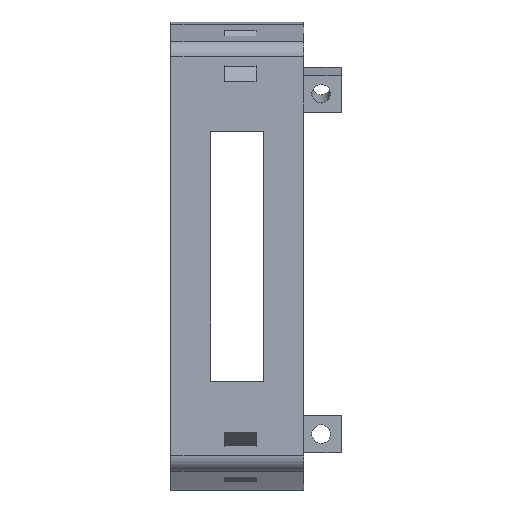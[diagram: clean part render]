
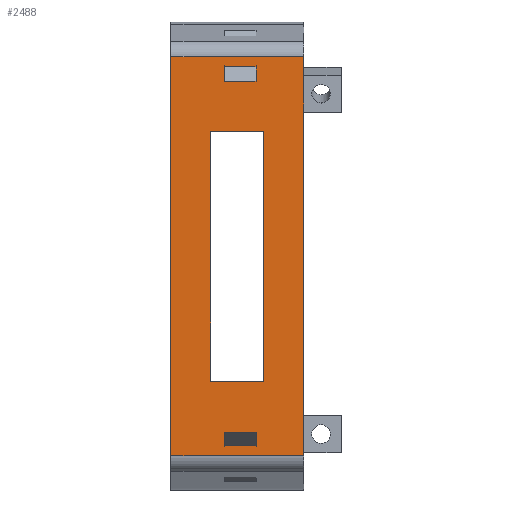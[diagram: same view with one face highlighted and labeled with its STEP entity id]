
A CAD part, left-side view. The second image highlights one B-rep face of the part: STEP entity #2488.
In plain terms, the highlighted planar face has unit normal (-1, 0, 0).
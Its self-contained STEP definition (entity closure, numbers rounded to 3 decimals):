
#83=FACE_BOUND('',#423,.T.);
#84=FACE_BOUND('',#424,.T.);
#85=FACE_BOUND('',#425,.T.);
#275=FACE_OUTER_BOUND('',#422,.T.);
#422=EDGE_LOOP('',(#2034,#2035,#2036,#2037));
#423=EDGE_LOOP('',(#2038,#2039,#2040,#2041));
#424=EDGE_LOOP('',(#2042,#2043,#2044,#2045));
#425=EDGE_LOOP('',(#2046,#2047,#2048,#2049));
#547=LINE('',#3631,#805);
#551=LINE('',#3639,#809);
#554=LINE('',#3645,#812);
#557=LINE('',#3650,#815);
#573=LINE('',#3683,#831);
#576=LINE('',#3689,#834);
#579=LINE('',#3695,#837);
#582=LINE('',#3699,#840);
#612=LINE('',#3767,#870);
#615=LINE('',#3773,#873);
#618=LINE('',#3779,#876);
#621=LINE('',#3783,#879);
#648=LINE('',#3847,#906);
#699=LINE('',#3969,#957);
#700=LINE('',#3972,#958);
#701=LINE('',#3973,#959);
#805=VECTOR('',#3001,10.);
#809=VECTOR('',#3007,10.);
#812=VECTOR('',#3012,10.);
#815=VECTOR('',#3017,10.);
#831=VECTOR('',#3043,10.);
#834=VECTOR('',#3048,10.);
#837=VECTOR('',#3053,10.);
#840=VECTOR('',#3058,10.);
#870=VECTOR('',#3110,10.);
#873=VECTOR('',#3115,10.);
#876=VECTOR('',#3120,10.);
#879=VECTOR('',#3125,10.);
#906=VECTOR('',#3176,10.);
#957=VECTOR('',#3287,10.);
#958=VECTOR('',#3290,10.);
#959=VECTOR('',#3291,10.);
#1070=VERTEX_POINT('',#3629);
#1071=VERTEX_POINT('',#3630);
#1074=VERTEX_POINT('',#3638);
#1076=VERTEX_POINT('',#3644);
#1088=VERTEX_POINT('',#3680);
#1089=VERTEX_POINT('',#3682);
#1091=VERTEX_POINT('',#3688);
#1093=VERTEX_POINT('',#3694);
#1119=VERTEX_POINT('',#3764);
#1120=VERTEX_POINT('',#3766);
#1122=VERTEX_POINT('',#3772);
#1124=VERTEX_POINT('',#3778);
#1148=VERTEX_POINT('',#3844);
#1149=VERTEX_POINT('',#3846);
#1190=VERTEX_POINT('',#3967);
#1191=VERTEX_POINT('',#3971);
#1330=EDGE_CURVE('',#1070,#1071,#547,.T.);
#1334=EDGE_CURVE('',#1071,#1074,#551,.T.);
#1337=EDGE_CURVE('',#1074,#1076,#554,.T.);
#1340=EDGE_CURVE('',#1076,#1070,#557,.T.);
#1356=EDGE_CURVE('',#1089,#1088,#573,.T.);
#1359=EDGE_CURVE('',#1091,#1089,#576,.T.);
#1362=EDGE_CURVE('',#1093,#1091,#579,.T.);
#1365=EDGE_CURVE('',#1088,#1093,#582,.T.);
#1398=EDGE_CURVE('',#1120,#1119,#612,.T.);
#1401=EDGE_CURVE('',#1122,#1120,#615,.T.);
#1404=EDGE_CURVE('',#1124,#1122,#618,.T.);
#1407=EDGE_CURVE('',#1119,#1124,#621,.T.);
#1438=EDGE_CURVE('',#1148,#1149,#648,.T.);
#1503=EDGE_CURVE('',#1190,#1148,#699,.T.);
#1504=EDGE_CURVE('',#1191,#1190,#700,.T.);
#1505=EDGE_CURVE('',#1149,#1191,#701,.T.);
#2034=ORIENTED_EDGE('',*,*,#1503,.F.);
#2035=ORIENTED_EDGE('',*,*,#1504,.F.);
#2036=ORIENTED_EDGE('',*,*,#1505,.F.);
#2037=ORIENTED_EDGE('',*,*,#1438,.F.);
#2038=ORIENTED_EDGE('',*,*,#1337,.T.);
#2039=ORIENTED_EDGE('',*,*,#1340,.T.);
#2040=ORIENTED_EDGE('',*,*,#1330,.T.);
#2041=ORIENTED_EDGE('',*,*,#1334,.T.);
#2042=ORIENTED_EDGE('',*,*,#1362,.T.);
#2043=ORIENTED_EDGE('',*,*,#1359,.T.);
#2044=ORIENTED_EDGE('',*,*,#1356,.T.);
#2045=ORIENTED_EDGE('',*,*,#1365,.T.);
#2046=ORIENTED_EDGE('',*,*,#1404,.T.);
#2047=ORIENTED_EDGE('',*,*,#1401,.T.);
#2048=ORIENTED_EDGE('',*,*,#1398,.T.);
#2049=ORIENTED_EDGE('',*,*,#1407,.T.);
#2254=PLANE('',#2699);
#2488=ADVANCED_FACE('',(#275,#83,#84,#85),#2254,.T.);
#2699=AXIS2_PLACEMENT_3D('',#3970,#3288,#3289);
#3001=DIRECTION('',(0.,0.,-1.));
#3007=DIRECTION('',(0.,1.,0.));
#3012=DIRECTION('',(0.,0.,1.));
#3017=DIRECTION('',(0.,-1.,0.));
#3043=DIRECTION('',(0.,1.,0.));
#3048=DIRECTION('',(0.,0.,-1.));
#3053=DIRECTION('',(0.,-1.,0.));
#3058=DIRECTION('',(0.,0.,1.));
#3110=DIRECTION('',(0.,-1.,0.));
#3115=DIRECTION('',(0.,0.,1.));
#3120=DIRECTION('',(0.,1.,0.));
#3125=DIRECTION('',(0.,0.,-1.));
#3176=DIRECTION('',(0.,0.,-1.));
#3287=DIRECTION('',(0.,-1.,0.));
#3288=DIRECTION('center_axis',(-1.,0.,0.));
#3289=DIRECTION('ref_axis',(0.,0.,-1.));
#3290=DIRECTION('',(0.,0.,1.));
#3291=DIRECTION('',(0.,1.,0.));
#3629=CARTESIAN_POINT('',(-137.035,-11.,229.481));
#3630=CARTESIAN_POINT('',(-137.035,-11.,226.786));
#3631=CARTESIAN_POINT('',(-137.035,-11.,232.03));
#3638=CARTESIAN_POINT('',(-137.035,-5.,226.786));
#3639=CARTESIAN_POINT('',(-137.035,-3.,226.786));
#3644=CARTESIAN_POINT('',(-137.035,-5.,229.481));
#3645=CARTESIAN_POINT('',(-137.035,-5.,231.287));
#3650=CARTESIAN_POINT('',(-137.035,0.,229.481));
#3680=CARTESIAN_POINT('',(-137.035,-5.,158.268));
#3682=CARTESIAN_POINT('',(-137.035,-11.,158.268));
#3683=CARTESIAN_POINT('',(-137.035,-3.,158.268));
#3688=CARTESIAN_POINT('',(-137.035,-11.,160.791));
#3689=CARTESIAN_POINT('',(-137.035,-11.,196.444));
#3694=CARTESIAN_POINT('',(-137.035,-5.,160.791));
#3695=CARTESIAN_POINT('',(-137.035,0.,160.791));
#3699=CARTESIAN_POINT('',(-137.035,-5.,195.651));
#3764=CARTESIAN_POINT('',(-137.035,-12.5,217.367));
#3766=CARTESIAN_POINT('',(-137.035,-2.5,217.367));
#3767=CARTESIAN_POINT('',(-137.035,1.25,217.367));
#3772=CARTESIAN_POINT('',(-137.035,-2.5,170.391));
#3773=CARTESIAN_POINT('',(-137.035,-2.5,202.062));
#3778=CARTESIAN_POINT('',(-137.035,-12.5,170.391));
#3779=CARTESIAN_POINT('',(-137.035,-3.75,170.391));
#3783=CARTESIAN_POINT('',(-137.035,-12.5,225.549));
#3844=CARTESIAN_POINT('',(-137.035,-20.,231.367));
#3846=CARTESIAN_POINT('',(-137.035,-20.,156.391));
#3847=CARTESIAN_POINT('',(-137.035,-20.,231.367));
#3967=CARTESIAN_POINT('',(-137.035,5.,231.367));
#3969=CARTESIAN_POINT('',(-137.035,2.5,231.367));
#3970=CARTESIAN_POINT('Origin',(-137.035,5.,233.732));
#3971=CARTESIAN_POINT('',(-137.035,5.,156.391));
#3972=CARTESIAN_POINT('',(-137.035,5.,153.932));
#3973=CARTESIAN_POINT('',(-137.035,2.5,156.391));
